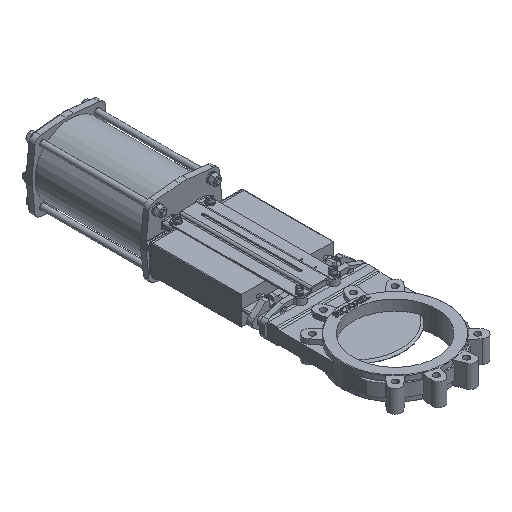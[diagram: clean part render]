
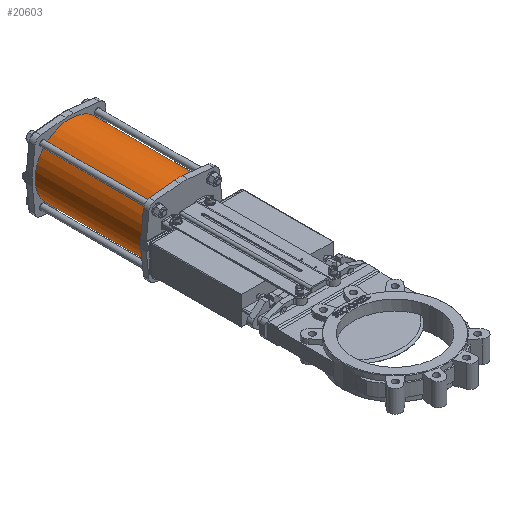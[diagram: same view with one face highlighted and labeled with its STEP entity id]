
A CAD part, isometric view. The second image highlights one B-rep face of the part: STEP entity #20603.
In plain terms, the highlighted cylindrical face has radius 105 mm (diameter 210 mm), a full revolution.
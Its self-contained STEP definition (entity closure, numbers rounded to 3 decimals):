
#844=CYLINDRICAL_SURFACE('',#22709,105.);
#1920=CIRCLE('',#22671,105.);
#1933=CIRCLE('',#22710,105.);
#2242=FACE_BOUND('',#5235,.T.);
#3714=FACE_OUTER_BOUND('',#5234,.T.);
#5234=EDGE_LOOP('',(#18183));
#5235=EDGE_LOOP('',(#18184));
#9700=VERTEX_POINT('',#38455);
#9720=VERTEX_POINT('',#38539);
#12517=EDGE_CURVE('',#9700,#9700,#1920,.F.);
#12557=EDGE_CURVE('',#9720,#9720,#1933,.F.);
#18183=ORIENTED_EDGE('',*,*,#12557,.T.);
#18184=ORIENTED_EDGE('',*,*,#12517,.F.);
#20603=ADVANCED_FACE('',(#3714,#2242),#844,.T.);
#22671=AXIS2_PLACEMENT_3D('',#38456,#28073,#28074);
#22709=AXIS2_PLACEMENT_3D('',#38538,#28174,#28175);
#22710=AXIS2_PLACEMENT_3D('',#38540,#28176,#28177);
#28073=DIRECTION('center_axis',(0.,-1.,0.));
#28074=DIRECTION('ref_axis',(0.,0.,-1.));
#28174=DIRECTION('center_axis',(0.,-1.,0.));
#28175=DIRECTION('ref_axis',(0.,0.,-1.));
#28176=DIRECTION('center_axis',(0.,-1.,0.));
#28177=DIRECTION('ref_axis',(0.,0.,-1.));
#38455=CARTESIAN_POINT('',(0.,973.5,-105.));
#38456=CARTESIAN_POINT('Origin',(0.,973.5,0.));
#38538=CARTESIAN_POINT('Origin',(0.,973.5,0.));
#38539=CARTESIAN_POINT('',(0.,648.5,-105.));
#38540=CARTESIAN_POINT('Origin',(0.,648.5,0.));
